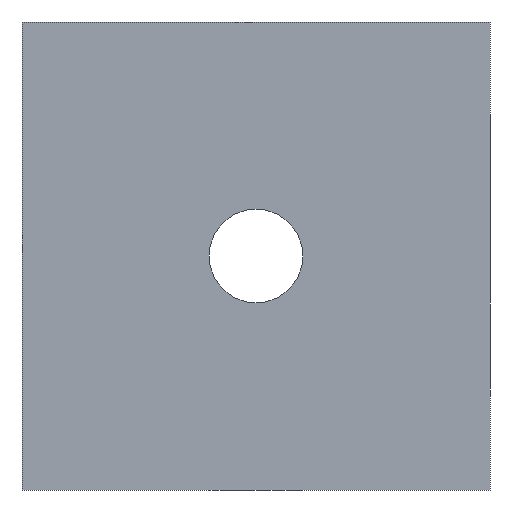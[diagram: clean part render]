
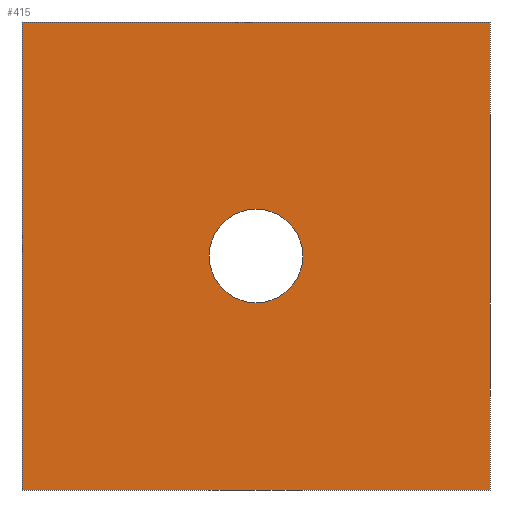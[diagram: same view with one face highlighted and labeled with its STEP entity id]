
A CAD part, front view. The second image highlights one B-rep face of the part: STEP entity #415.
In plain terms, the highlighted planar face has unit normal (0, -1, 0).
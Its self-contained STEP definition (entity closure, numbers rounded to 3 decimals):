
#20=FACE_BOUND('',#71,.T.);
#29=PLANE('',#488);
#47=FACE_OUTER_BOUND('',#70,.T.);
#70=EDGE_LOOP('',(#368,#369,#370,#371));
#71=EDGE_LOOP('',(#372,#373));
#96=CIRCLE('',#478,1.5);
#97=CIRCLE('',#479,1.5);
#114=LINE('',#741,#135);
#116=LINE('',#746,#137);
#118=LINE('',#750,#139);
#119=LINE('',#751,#140);
#135=VECTOR('',#614,15.);
#137=VECTOR('',#618,15.);
#139=VECTOR('',#622,15.);
#140=VECTOR('',#623,15.);
#192=VERTEX_POINT('',#717);
#193=VERTEX_POINT('',#718);
#199=VERTEX_POINT('',#735);
#201=VERTEX_POINT('',#739);
#203=VERTEX_POINT('',#744);
#204=VERTEX_POINT('',#749);
#248=EDGE_CURVE('',#192,#193,#96,.T.);
#249=EDGE_CURVE('',#193,#192,#97,.T.);
#259=EDGE_CURVE('',#199,#201,#114,.T.);
#261=EDGE_CURVE('',#203,#201,#116,.T.);
#263=EDGE_CURVE('',#203,#204,#118,.T.);
#264=EDGE_CURVE('',#204,#199,#119,.T.);
#368=ORIENTED_EDGE('',*,*,#263,.T.);
#369=ORIENTED_EDGE('',*,*,#264,.T.);
#370=ORIENTED_EDGE('',*,*,#259,.T.);
#371=ORIENTED_EDGE('',*,*,#261,.F.);
#372=ORIENTED_EDGE('',*,*,#248,.T.);
#373=ORIENTED_EDGE('',*,*,#249,.T.);
#415=ADVANCED_FACE('',(#47,#20),#29,.T.);
#478=AXIS2_PLACEMENT_3D('',#719,#591,#592);
#479=AXIS2_PLACEMENT_3D('',#720,#593,#594);
#488=AXIS2_PLACEMENT_3D('',#748,#620,#621);
#591=DIRECTION('center_axis',(0.,1.,0.));
#592=DIRECTION('ref_axis',(0.,0.,-1.));
#593=DIRECTION('center_axis',(0.,1.,0.));
#594=DIRECTION('ref_axis',(0.,0.,-1.));
#614=DIRECTION('',(1.,0.,0.));
#618=DIRECTION('',(0.,0.,-1.));
#620=DIRECTION('center_axis',(0.,-1.,0.));
#621=DIRECTION('ref_axis',(0.,0.,-1.));
#622=DIRECTION('',(-1.,0.,0.));
#623=DIRECTION('',(0.,0.,-1.));
#717=CARTESIAN_POINT('',(0.,-7.5,-1.5));
#718=CARTESIAN_POINT('',(0.,-7.5,1.5));
#719=CARTESIAN_POINT('Origin',(0.,-7.5,0.));
#720=CARTESIAN_POINT('Origin',(0.,-7.5,0.));
#735=CARTESIAN_POINT('',(-7.5,-7.5,-7.5));
#739=CARTESIAN_POINT('',(7.5,-7.5,-7.5));
#741=CARTESIAN_POINT('',(-7.5,-7.5,-7.5));
#744=CARTESIAN_POINT('',(7.5,-7.5,7.5));
#746=CARTESIAN_POINT('',(7.5,-7.5,7.5));
#748=CARTESIAN_POINT('Origin',(7.5,-7.5,0.));
#749=CARTESIAN_POINT('',(-7.5,-7.5,7.5));
#750=CARTESIAN_POINT('',(7.5,-7.5,7.5));
#751=CARTESIAN_POINT('',(-7.5,-7.5,7.5));
